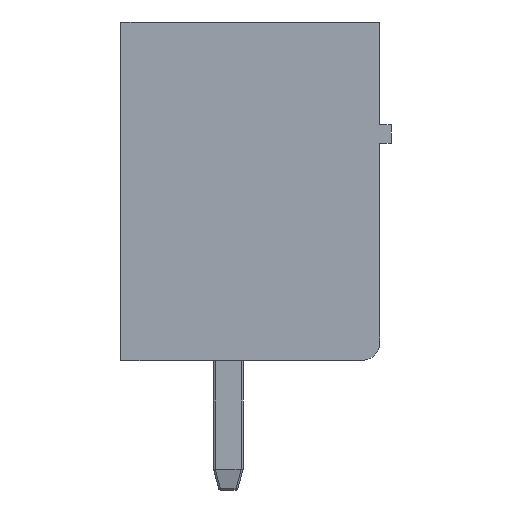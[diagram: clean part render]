
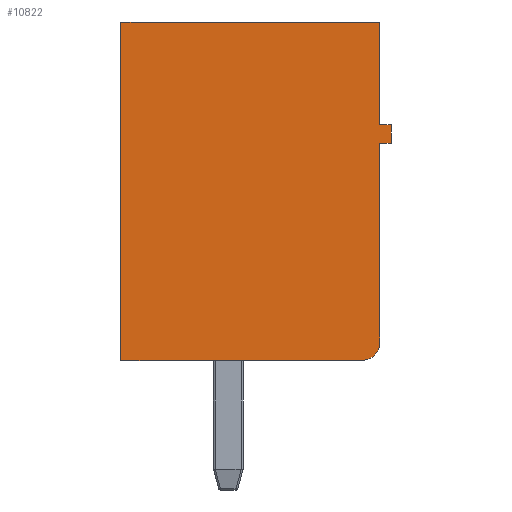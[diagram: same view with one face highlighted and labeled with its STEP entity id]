
A CAD part, left-side view. The second image highlights one B-rep face of the part: STEP entity #10822.
In plain terms, the highlighted planar face has unit normal (-1, 0, 0).
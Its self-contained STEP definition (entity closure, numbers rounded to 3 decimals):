
#53 = VECTOR ( 'NONE', #16417, 1000. ) ;
#57 = VERTEX_POINT ( 'NONE', #14023 ) ;
#240 = VERTEX_POINT ( 'NONE', #21046 ) ;
#384 = CARTESIAN_POINT ( 'NONE',  ( -13.775, -4.1, 9.15 ) ) ;
#731 = ORIENTED_EDGE ( 'NONE', *, *, #16583, .F. ) ;
#889 = CARTESIAN_POINT ( 'NONE',  ( -13.775, -4.1, 6.371 ) ) ;
#1116 = DIRECTION ( 'NONE',  ( 0., 0., -1. ) ) ;
#1248 = CARTESIAN_POINT ( 'NONE',  ( -13.775, 2.9, 9.15 ) ) ;
#1478 = DIRECTION ( 'NONE',  ( -1., 0., 0. ) ) ;
#1931 = CARTESIAN_POINT ( 'NONE',  ( -13.775, -4.1, 5.871 ) ) ;
#2015 = DIRECTION ( 'NONE',  ( 0., 0., -1. ) ) ;
#2894 = CARTESIAN_POINT ( 'NONE',  ( -13.775, -4.1, 0.5 ) ) ;
#3053 = LINE ( 'NONE', #889, #22142 ) ;
#3365 = VERTEX_POINT ( 'NONE', #4131 ) ;
#3708 = LINE ( 'NONE', #18095, #10360 ) ;
#3783 = CARTESIAN_POINT ( 'NONE',  ( -13.775, -3.6, 0.5 ) ) ;
#4052 = VECTOR ( 'NONE', #2015, 1000. ) ;
#4131 = CARTESIAN_POINT ( 'NONE',  ( -13.775, -4.1, 5.871 ) ) ;
#4140 = VERTEX_POINT ( 'NONE', #2894 ) ;
#4268 = CARTESIAN_POINT ( 'NONE',  ( -13.775, -4.1, 6.371 ) ) ;
#4416 = ORIENTED_EDGE ( 'NONE', *, *, #11959, .T. ) ;
#4433 = CARTESIAN_POINT ( 'NONE',  ( -13.775, 2.9, 0. ) ) ;
#5653 = DIRECTION ( 'NONE',  ( 0., 0., -1. ) ) ;
#5890 = CARTESIAN_POINT ( 'NONE',  ( -13.775, -4.4, 5.871 ) ) ;
#6447 = VERTEX_POINT ( 'NONE', #10852 ) ;
#6783 = ORIENTED_EDGE ( 'NONE', *, *, #14909, .T. ) ;
#7323 = FACE_OUTER_BOUND ( 'NONE', #21475, .T. ) ;
#7645 = LINE ( 'NONE', #5890, #8377 ) ;
#8377 = VECTOR ( 'NONE', #9961, 1000. ) ;
#9309 = VERTEX_POINT ( 'NONE', #21670 ) ;
#9855 = AXIS2_PLACEMENT_3D ( 'NONE', #1248, #23528, #1116 ) ;
#9961 = DIRECTION ( 'NONE',  ( 0., 0., 1. ) ) ;
#10360 = VECTOR ( 'NONE', #22156, 1000. ) ;
#10822 = ADVANCED_FACE ( 'NONE', ( #7323 ), #15259, .F. ) ;
#10852 = CARTESIAN_POINT ( 'NONE',  ( -13.775, -4.4, 6.371 ) ) ;
#11330 = ORIENTED_EDGE ( 'NONE', *, *, #19620, .T. ) ;
#11464 = ORIENTED_EDGE ( 'NONE', *, *, #24264, .T. ) ;
#11959 = EDGE_CURVE ( 'NONE', #13906, #22743, #3708, .T. ) ;
#12567 = DIRECTION ( 'NONE',  ( 0., -1., 0. ) ) ;
#13081 = VECTOR ( 'NONE', #14399, 1000. ) ;
#13906 = VERTEX_POINT ( 'NONE', #22939 ) ;
#14023 = CARTESIAN_POINT ( 'NONE',  ( -13.775, -4.4, 5.871 ) ) ;
#14396 = EDGE_CURVE ( 'NONE', #13906, #9309, #18573, .T. ) ;
#14399 = DIRECTION ( 'NONE',  ( 0., -1., 0. ) ) ;
#14888 = CIRCLE ( 'NONE', #15308, 0.5 ) ;
#14909 = EDGE_CURVE ( 'NONE', #240, #4140, #14888, .T. ) ;
#15082 = EDGE_CURVE ( 'NONE', #3365, #4140, #18977, .T. ) ;
#15259 = PLANE ( 'NONE',  #9855 ) ;
#15308 = AXIS2_PLACEMENT_3D ( 'NONE', #3783, #1478, #5653 ) ;
#15408 = DIRECTION ( 'NONE',  ( 0., 1., 0. ) ) ;
#16417 = DIRECTION ( 'NONE',  ( 0., -1., 0. ) ) ;
#16583 = EDGE_CURVE ( 'NONE', #9309, #19741, #21345, .T. ) ;
#17168 = CARTESIAN_POINT ( 'NONE',  ( -13.775, -4.1, 9.15 ) ) ;
#18046 = ORIENTED_EDGE ( 'NONE', *, *, #15082, .F. ) ;
#18077 = ORIENTED_EDGE ( 'NONE', *, *, #22125, .T. ) ;
#18095 = CARTESIAN_POINT ( 'NONE',  ( -13.775, 2.9, 9.15 ) ) ;
#18573 = LINE ( 'NONE', #24934, #21753 ) ;
#18977 = LINE ( 'NONE', #384, #4052 ) ;
#19314 = ORIENTED_EDGE ( 'NONE', *, *, #14396, .F. ) ;
#19448 = DIRECTION ( 'NONE',  ( 0., 0., -1. ) ) ;
#19620 = EDGE_CURVE ( 'NONE', #6447, #19741, #3053, .T. ) ;
#19741 = VERTEX_POINT ( 'NONE', #4268 ) ;
#20345 = EDGE_CURVE ( 'NONE', #22743, #240, #22883, .T. ) ;
#21046 = CARTESIAN_POINT ( 'NONE',  ( -13.775, -3.6, 0. ) ) ;
#21345 = LINE ( 'NONE', #17168, #21983 ) ;
#21475 = EDGE_LOOP ( 'NONE', ( #23446, #6783, #18046, #11464, #18077, #11330, #731, #19314, #4416 ) ) ;
#21670 = CARTESIAN_POINT ( 'NONE',  ( -13.775, -4.1, 9.15 ) ) ;
#21753 = VECTOR ( 'NONE', #12567, 1000. ) ;
#21983 = VECTOR ( 'NONE', #19448, 1000. ) ;
#22125 = EDGE_CURVE ( 'NONE', #57, #6447, #7645, .T. ) ;
#22142 = VECTOR ( 'NONE', #15408, 1000. ) ;
#22156 = DIRECTION ( 'NONE',  ( 0., 0., -1. ) ) ;
#22743 = VERTEX_POINT ( 'NONE', #4433 ) ;
#22883 = LINE ( 'NONE', #23025, #53 ) ;
#22939 = CARTESIAN_POINT ( 'NONE',  ( -13.775, 2.9, 9.15 ) ) ;
#23025 = CARTESIAN_POINT ( 'NONE',  ( -13.775, 2.9, 0. ) ) ;
#23446 = ORIENTED_EDGE ( 'NONE', *, *, #20345, .T. ) ;
#23528 = DIRECTION ( 'NONE',  ( 1., 0., 0. ) ) ;
#24264 = EDGE_CURVE ( 'NONE', #3365, #57, #24704, .T. ) ;
#24704 = LINE ( 'NONE', #1931, #13081 ) ;
#24934 = CARTESIAN_POINT ( 'NONE',  ( -13.775, 2.9, 9.15 ) ) ;
